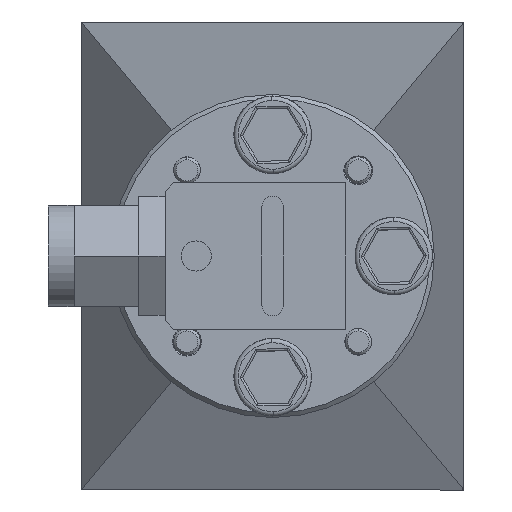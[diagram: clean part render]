
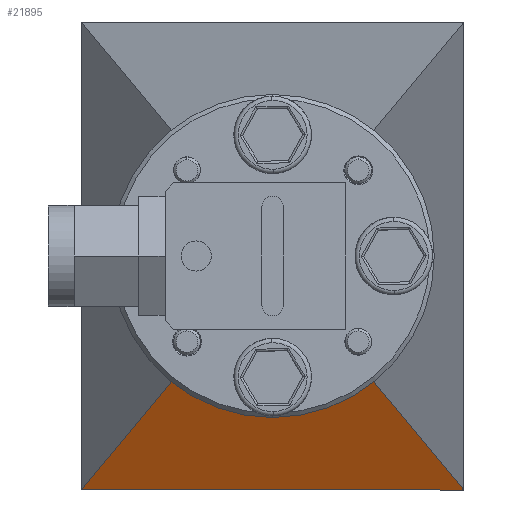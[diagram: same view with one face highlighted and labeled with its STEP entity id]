
A CAD part, left-side view. The second image highlights one B-rep face of the part: STEP entity #21895.
In plain terms, the highlighted planar face has unit normal (-0.181, 0, -0.984).
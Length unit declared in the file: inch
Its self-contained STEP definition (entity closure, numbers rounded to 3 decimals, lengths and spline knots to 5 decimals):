
#116 = CARTESIAN_POINT ( 'NONE',  ( 0.39471, -2.64471, -1.39693 ) ) ;
#1610 = EDGE_CURVE ( 'NONE', #31114, #19183, #12726, .T. ) ;
#1748 = ORIENTED_EDGE ( 'NONE', *, *, #3545, .T. ) ;
#2013 = VECTOR ( 'NONE', #10395, 39.37008 ) ;
#2095 = VECTOR ( 'NONE', #31420, 39.37008 ) ;
#2756 = EDGE_CURVE ( 'NONE', #29674, #31114, #24385, .T. ) ;
#3058 = CARTESIAN_POINT ( 'NONE',  ( 1.96058, -1.05071, -1.68487 ) ) ;
#3448 = DIRECTION ( 'NONE',  ( -0.984, 0., 0.181 ) ) ;
#3512 = VERTEX_POINT ( 'NONE', #10598 ) ;
#3545 = EDGE_CURVE ( 'NONE', #11921, #3512, #21692, .T. ) ;
#3673 = FACE_OUTER_BOUND ( 'NONE', #11191, .T. ) ;
#4937 = CARTESIAN_POINT ( 'NONE',  ( 0.39471, 0.5433, -1.39693 ) ) ;
#7371 = AXIS2_PLACEMENT_3D ( 'NONE', #12737, #17710, #3448 ) ;
#7872 = DIRECTION ( 'NONE',  ( 0.797, -0.586, -0.147 ) ) ;
#9158 = ORIENTED_EDGE ( 'NONE', *, *, #21628, .T. ) ;
#9633 = ORIENTED_EDGE ( 'NONE', *, *, #28024, .T. ) ;
#9905 = CARTESIAN_POINT ( 'NONE',  ( 1.96053, -1.4942, -1.68486 ) ) ;
#10305 = PLANE ( 'NONE',  #7371 ) ;
#10395 = DIRECTION ( 'NONE',  ( 0., 1., 0. ) ) ;
#10598 = CARTESIAN_POINT ( 'NONE',  ( -0.44958, -0.97571, -1.24168 ) ) ;
#11191 = EDGE_LOOP ( 'NONE', ( #19173, #16701, #30960, #9633, #9158, #1748 ) ) ;
#11921 = VERTEX_POINT ( 'NONE', #16086 ) ;
#12081 = DIRECTION ( 'NONE',  ( -0.973, -0.149, 0.179 ) ) ;
#12155 = CARTESIAN_POINT ( 'NONE',  ( 1.96053, -0.60722, -1.68486 ) ) ;
#12578 = DIRECTION ( 'NONE',  ( 0., -1., 0. ) ) ;
#12606 = VECTOR ( 'NONE', #12081, 39.37008 ) ;
#12726 = LINE ( 'NONE', #3058, #25284 ) ;
#12737 = CARTESIAN_POINT ( 'NONE',  ( -0.73821, -1.05071, -1.1886 ) ) ;
#13515 = LINE ( 'NONE', #13540, #17301 ) ;
#13540 = CARTESIAN_POINT ( 'NONE',  ( 1.97042, -1.49571, -1.68668 ) ) ;
#16086 = CARTESIAN_POINT ( 'NONE',  ( -0.44958, -1.12571, -1.24168 ) ) ;
#16701 = ORIENTED_EDGE ( 'NONE', *, *, #2756, .T. ) ;
#17301 = VECTOR ( 'NONE', #30429, 39.37008 ) ;
#17710 = DIRECTION ( 'NONE',  ( -0.181, 0., -0.984 ) ) ;
#18301 = VECTOR ( 'NONE', #7872, 39.37008 ) ;
#19173 = ORIENTED_EDGE ( 'NONE', *, *, #24428, .F. ) ;
#19183 = VERTEX_POINT ( 'NONE', #30070 ) ;
#20227 = VERTEX_POINT ( 'NONE', #9905 ) ;
#21628 = EDGE_CURVE ( 'NONE', #20227, #11921, #13515, .T. ) ;
#21692 = LINE ( 'NONE', #25159, #2013 ) ;
#21895 = ADVANCED_FACE ( 'NONE', ( #3673 ), #10305, .T. ) ;
#24385 = LINE ( 'NONE', #4937, #18301 ) ;
#24428 = EDGE_CURVE ( 'NONE', #29674, #3512, #27397, .T. ) ;
#25159 = CARTESIAN_POINT ( 'NONE',  ( -0.44958, -1.12571, -1.24168 ) ) ;
#25284 = VECTOR ( 'NONE', #12578, 39.37008 ) ;
#27397 = LINE ( 'NONE', #28742, #12606 ) ;
#27954 = CARTESIAN_POINT ( 'NONE',  ( 1.96058, -0.60725, -1.68487 ) ) ;
#28024 = EDGE_CURVE ( 'NONE', #19183, #20227, #29709, .T. ) ;
#28742 = CARTESIAN_POINT ( 'NONE',  ( 1.97042, -0.60571, -1.68668 ) ) ;
#29674 = VERTEX_POINT ( 'NONE', #12155 ) ;
#29709 = LINE ( 'NONE', #116, #2095 ) ;
#30070 = CARTESIAN_POINT ( 'NONE',  ( 1.96058, -1.49416, -1.68487 ) ) ;
#30429 = DIRECTION ( 'NONE',  ( -0.973, 0.149, 0.179 ) ) ;
#30960 = ORIENTED_EDGE ( 'NONE', *, *, #1610, .T. ) ;
#31114 = VERTEX_POINT ( 'NONE', #27954 ) ;
#31420 = DIRECTION ( 'NONE',  ( -0.797, -0.586, 0.147 ) ) ;
